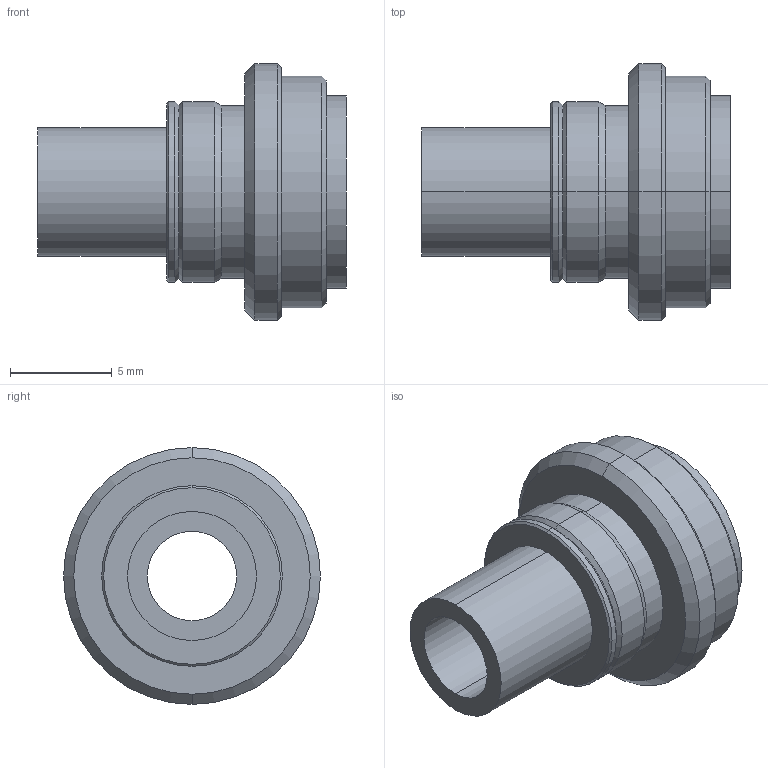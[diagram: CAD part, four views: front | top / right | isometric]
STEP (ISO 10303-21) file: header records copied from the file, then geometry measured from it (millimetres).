
FILE_DESCRIPTION (( 'STEP AP214' ), '1' );
FILE_NAME ('100001020946.STEP', '2025-11-04T06:57:35', ( 'Microsoft' ), ( 'Microsoft' ), 'SwSTEP 2.0', 'SolidWorks 2025', '' );
FILE_SCHEMA (( 'AUTOMOTIVE_DESIGN' ));
Length unit declared in the file: millimetre
Products named in the file (1): 100001020946
Bounding box: 15.2 x 12.65 x 12.65 mm (x, y, z)
Volume: 696.2 mm3; surface area: 833.4 mm2
Topology: 1 solids, 1 shells, 40 faces, 80 edges, 46 vertices
Faces by surface type: cylinder 18, cone 16, plane 6
Entity records: 1061 total; most frequent: DIRECTION 208, CARTESIAN_POINT 167, ORIENTED_EDGE 160, AXIS2_PLACEMENT_3D 87, EDGE_CURVE 80, VERTEX_POINT 46, EDGE_LOOP 46, CIRCLE 46
